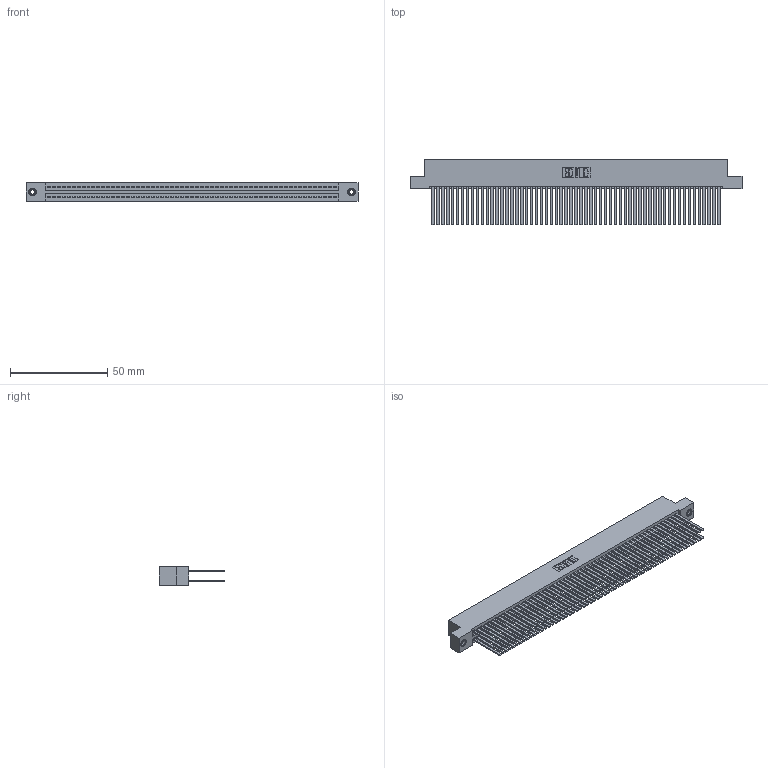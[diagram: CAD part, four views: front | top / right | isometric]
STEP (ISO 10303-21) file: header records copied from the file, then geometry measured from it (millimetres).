
FILE_DESCRIPTION (( 'STEP AP203' ), '1' );
FILE_NAME ('395-118-544-208.STEP', '2018-12-02T08:40:07', ( '' ), ( '' ), 'SwSTEP 2.0', 'SolidWorks 2016', '' );
FILE_SCHEMA (( 'CONFIG_CONTROL_DESIGN' ));
Length unit declared in the file: inch
Products named in the file (4): 345 Part_Flush Mounting Lugs - 0.156 Dia-TI; 345-292-001_345-293-144; 395-118-544-208; 345-250-001_345-250-003-102
Assembly tree (121 placements, depth 2):
  395-118-544-208
    345 Part_Flush Mounting Lugs - 0.156 Dia-TI
    345-292-001_345-293-144  x118
    345-250-001_345-250-003-102  x2
Bounding box: 171.07 x 33.96 x 9.4 mm (x, y, z)
Volume: 18423.2 mm3; surface area: 32423.5 mm2
Topology: 121 solids, 121 shells, 5378 faces, 15935 edges, 10458 vertices
Faces by surface type: plane 3534, cylinder 1828, cone 12, torus 4
Entity records: 45006 total; most frequent: CARTESIAN_POINT 7507, ORIENTED_EDGE 7434, DIRECTION 6623, EDGE_CURVE 3717, VECTOR 3333, LINE 3333, VERTEX_POINT 2472, AXIS2_PLACEMENT_3D 1645
